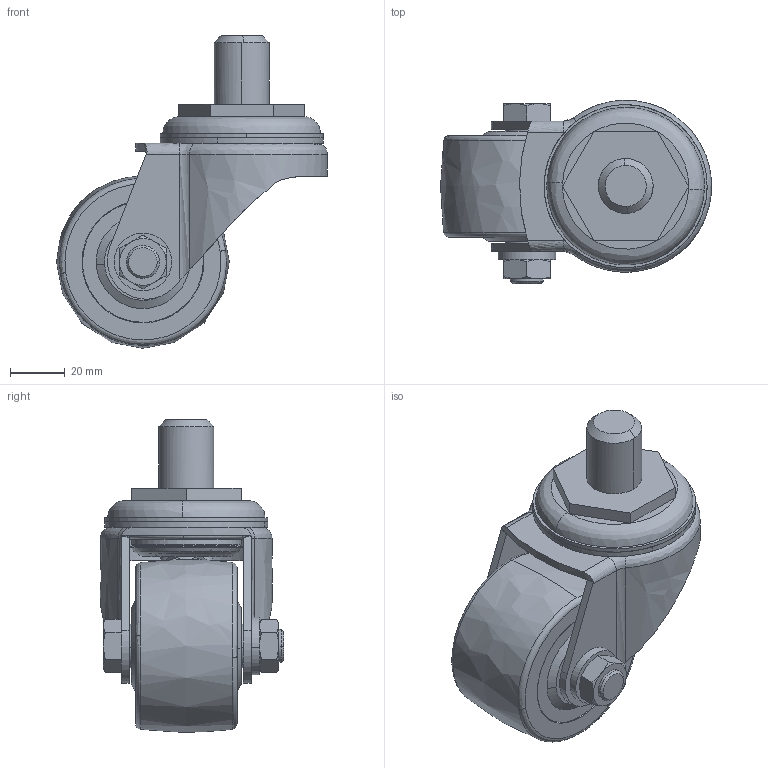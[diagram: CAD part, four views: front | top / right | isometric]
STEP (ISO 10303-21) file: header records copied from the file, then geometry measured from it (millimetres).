
FILE_DESCRIPTION((''),'2;1');
FILE_NAME('','2009-03-19T14:45:39',(''),(''),'','CADfix','');
FILE_SCHEMA(('AUTOMOTIVE_DESIGN { 1 0 10303 214 1 1 1 1 }'));
Length unit declared in the file: millimetre
Bounding box: 98.79 x 66.83 x 113.99 mm (x, y, z)
Volume: 191136.7 mm3; surface area: 45204.2 mm2
Topology: 4 solids, 4 shells, 205 faces, 632 edges, 454 vertices
Faces by surface type: bspline 205
Entity records: 9105 total; most frequent: CARTESIAN_POINT 5711, ORIENTED_EDGE 1256, EDGE_CURVE 628, VERTEX_POINT 452, EDGE_LOOP 230, FACE_OUTER_BOUND 203, ADVANCED_FACE 203, QUASI_UNIFORM_CURVE 163
